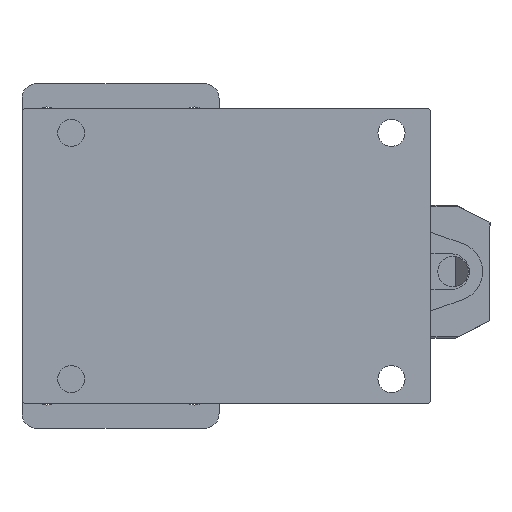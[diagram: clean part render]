
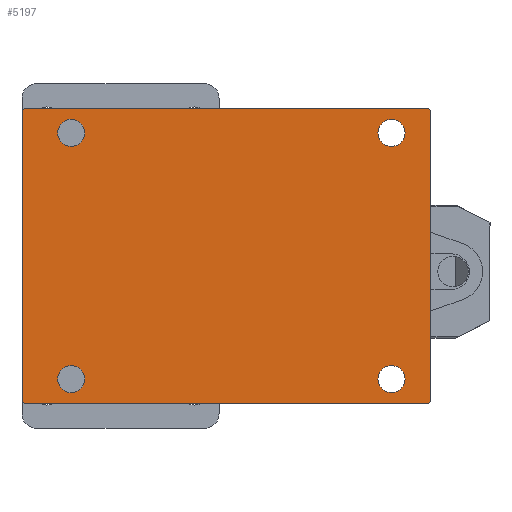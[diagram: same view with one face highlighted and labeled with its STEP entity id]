
A CAD part, front view. The second image highlights one B-rep face of the part: STEP entity #5197.
In plain terms, the highlighted face is planar.
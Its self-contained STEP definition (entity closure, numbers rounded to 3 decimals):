
#383 = VERTEX_POINT ( 'NONE', #20711 ) ;
#404 = CARTESIAN_POINT ( 'NONE',  ( 25., 54.995, -36. ) ) ;
#453 = EDGE_CURVE ( 'NONE', #7904, #16684, #10389, .T. ) ;
#479 = CIRCLE ( 'NONE', #12641, 2.75 ) ;
#512 = CARTESIAN_POINT ( 'NONE',  ( 22.25, 54.995, -36. ) ) ;
#1106 = AXIS2_PLACEMENT_3D ( 'NONE', #18251, #13098, #4823 ) ;
#1601 = PLANE ( 'NONE',  #10533 ) ;
#1899 = ORIENTED_EDGE ( 'NONE', *, *, #16899, .T. ) ;
#1920 = CARTESIAN_POINT ( 'NONE',  ( 25., -10.005, -36. ) ) ;
#1938 = CARTESIAN_POINT ( 'NONE',  ( -29., 61.999, -36. ) ) ;
#3203 = AXIS2_PLACEMENT_3D ( 'NONE', #10568, #3827, #5579 ) ;
#3214 = FACE_BOUND ( 'NONE', #13000, .T. ) ;
#3259 = AXIS2_PLACEMENT_3D ( 'NONE', #1938, #3561, #10410 ) ;
#3561 = DIRECTION ( 'NONE',  ( 0., 0., -1. ) ) ;
#3680 = CARTESIAN_POINT ( 'NONE',  ( 29., -20.005, -36. ) ) ;
#3772 = EDGE_CURVE ( 'NONE', #12513, #13138, #10487, .T. ) ;
#3777 = DIRECTION ( 'NONE',  ( 0., 0., 1. ) ) ;
#3827 = DIRECTION ( 'NONE',  ( 0., 0., 1. ) ) ;
#4171 = VERTEX_POINT ( 'NONE', #3680 ) ;
#4446 = CARTESIAN_POINT ( 'NONE',  ( -30., -19.005, -36. ) ) ;
#4449 = AXIS2_PLACEMENT_3D ( 'NONE', #5690, #9166, #20538 ) ;
#4557 = LINE ( 'NONE', #4446, #8878 ) ;
#4647 = VERTEX_POINT ( 'NONE', #9298 ) ;
#4657 = CARTESIAN_POINT ( 'NONE',  ( 25., 54.995, -36. ) ) ;
#4823 = DIRECTION ( 'NONE',  ( 1., 0., 0. ) ) ;
#4870 = CARTESIAN_POINT ( 'NONE',  ( 29., 61.999, -36. ) ) ;
#4941 = CIRCLE ( 'NONE', #3203, 2.75 ) ;
#5197 = ADVANCED_FACE ( 'NONE', ( #13119, #19809, #3214, #9869, #14566 ), #1601, .T. ) ;
#5224 = EDGE_CURVE ( 'NONE', #8624, #9328, #19977, .T. ) ;
#5436 = VECTOR ( 'NONE', #9648, 1000. ) ;
#5579 = DIRECTION ( 'NONE',  ( 1., 0., 0. ) ) ;
#5690 = CARTESIAN_POINT ( 'NONE',  ( 29., -19.005, -36. ) ) ;
#5784 = ORIENTED_EDGE ( 'NONE', *, *, #15401, .T. ) ;
#5872 = CARTESIAN_POINT ( 'NONE',  ( 27.75, -10.005, -36. ) ) ;
#6203 = DIRECTION ( 'NONE',  ( 0., 1., 0. ) ) ;
#6317 = EDGE_LOOP ( 'NONE', ( #10555, #17473, #19445, #13865, #14113, #1899, #18196, #19231 ) ) ;
#6470 = DIRECTION ( 'NONE',  ( -1., 0., 0. ) ) ;
#6486 = CARTESIAN_POINT ( 'NONE',  ( 30., -19.005, -36. ) ) ;
#6775 = DIRECTION ( 'NONE',  ( 1., 0., 0. ) ) ;
#7201 = CIRCLE ( 'NONE', #19417, 2.75 ) ;
#7475 = ORIENTED_EDGE ( 'NONE', *, *, #21301, .T. ) ;
#7688 = EDGE_CURVE ( 'NONE', #16684, #10570, #4557, .T. ) ;
#7900 = LINE ( 'NONE', #13099, #8738 ) ;
#7904 = VERTEX_POINT ( 'NONE', #15552 ) ;
#8203 = VERTEX_POINT ( 'NONE', #10269 ) ;
#8469 = DIRECTION ( 'NONE',  ( 0., 0., 1. ) ) ;
#8624 = VERTEX_POINT ( 'NONE', #17221 ) ;
#8738 = VECTOR ( 'NONE', #6470, 1000. ) ;
#8878 = VECTOR ( 'NONE', #6203, 1000. ) ;
#9055 = EDGE_LOOP ( 'NONE', ( #17169, #7475 ) ) ;
#9166 = DIRECTION ( 'NONE',  ( 0., 0., -1. ) ) ;
#9298 = CARTESIAN_POINT ( 'NONE',  ( -27.75, -10.005, -36. ) ) ;
#9328 = VERTEX_POINT ( 'NONE', #17484 ) ;
#9382 = AXIS2_PLACEMENT_3D ( 'NONE', #4870, #16321, #13252 ) ;
#9648 = DIRECTION ( 'NONE',  ( 0., -1., 0. ) ) ;
#9869 = FACE_BOUND ( 'NONE', #11875, .T. ) ;
#9946 = CARTESIAN_POINT ( 'NONE',  ( -25., -10.005, -36. ) ) ;
#10269 = CARTESIAN_POINT ( 'NONE',  ( 29., 62.999, -36. ) ) ;
#10389 = CIRCLE ( 'NONE', #20171, 1. ) ;
#10410 = DIRECTION ( 'NONE',  ( 1., 0., 0. ) ) ;
#10487 = CIRCLE ( 'NONE', #1106, 2.75 ) ;
#10533 = AXIS2_PLACEMENT_3D ( 'NONE', #11585, #21561, #11371 ) ;
#10555 = ORIENTED_EDGE ( 'NONE', *, *, #14916, .T. ) ;
#10568 = CARTESIAN_POINT ( 'NONE',  ( -25., 54.995, -36. ) ) ;
#10570 = VERTEX_POINT ( 'NONE', #17396 ) ;
#10765 = LINE ( 'NONE', #15689, #19514 ) ;
#10882 = AXIS2_PLACEMENT_3D ( 'NONE', #21242, #19911, #16626 ) ;
#10934 = CARTESIAN_POINT ( 'NONE',  ( 30., -19.005, -36. ) ) ;
#11085 = CIRCLE ( 'NONE', #9382, 1. ) ;
#11102 = CIRCLE ( 'NONE', #16674, 2.75 ) ;
#11128 = VERTEX_POINT ( 'NONE', #16371 ) ;
#11371 = DIRECTION ( 'NONE',  ( -1., 0., 0. ) ) ;
#11510 = CARTESIAN_POINT ( 'NONE',  ( -25., -10.005, -36. ) ) ;
#11585 = CARTESIAN_POINT ( 'NONE',  ( 29., -19.005, -36. ) ) ;
#11875 = EDGE_LOOP ( 'NONE', ( #5784, #15395 ) ) ;
#11931 = DIRECTION ( 'NONE',  ( 0., 0., -1. ) ) ;
#11933 = ORIENTED_EDGE ( 'NONE', *, *, #5224, .T. ) ;
#12040 = CARTESIAN_POINT ( 'NONE',  ( -29., -19.005, -36. ) ) ;
#12481 = CARTESIAN_POINT ( 'NONE',  ( -22.25, -10.005, -36. ) ) ;
#12513 = VERTEX_POINT ( 'NONE', #5872 ) ;
#12641 = AXIS2_PLACEMENT_3D ( 'NONE', #4657, #8469, #13031 ) ;
#12788 = VERTEX_POINT ( 'NONE', #512 ) ;
#13000 = EDGE_LOOP ( 'NONE', ( #11933, #16643 ) ) ;
#13001 = EDGE_CURVE ( 'NONE', #17800, #17694, #16397, .T. ) ;
#13031 = DIRECTION ( 'NONE',  ( 1., 0., 0. ) ) ;
#13098 = DIRECTION ( 'NONE',  ( 0., 0., 1. ) ) ;
#13099 = CARTESIAN_POINT ( 'NONE',  ( -29., -20.005, -36. ) ) ;
#13119 = FACE_BOUND ( 'NONE', #9055, .T. ) ;
#13138 = VERTEX_POINT ( 'NONE', #14975 ) ;
#13252 = DIRECTION ( 'NONE',  ( 1., 0., 0. ) ) ;
#13839 = CIRCLE ( 'NONE', #4449, 1. ) ;
#13865 = ORIENTED_EDGE ( 'NONE', *, *, #7688, .T. ) ;
#14113 = ORIENTED_EDGE ( 'NONE', *, *, #19785, .T. ) ;
#14566 = FACE_OUTER_BOUND ( 'NONE', #6317, .T. ) ;
#14757 = CIRCLE ( 'NONE', #3259, 1. ) ;
#14916 = EDGE_CURVE ( 'NONE', #17694, #4171, #13839, .T. ) ;
#14975 = CARTESIAN_POINT ( 'NONE',  ( 22.25, -10.005, -36. ) ) ;
#15330 = DIRECTION ( 'NONE',  ( 1., 0., 0. ) ) ;
#15395 = ORIENTED_EDGE ( 'NONE', *, *, #18815, .T. ) ;
#15401 = EDGE_CURVE ( 'NONE', #17394, #4647, #7201, .T. ) ;
#15526 = DIRECTION ( 'NONE',  ( 0., 0., 1. ) ) ;
#15552 = CARTESIAN_POINT ( 'NONE',  ( -29., -20.005, -36. ) ) ;
#15689 = CARTESIAN_POINT ( 'NONE',  ( -29., 62.999, -36. ) ) ;
#16075 = EDGE_CURVE ( 'NONE', #8203, #17800, #11085, .T. ) ;
#16184 = EDGE_CURVE ( 'NONE', #11128, #12788, #11102, .T. ) ;
#16321 = DIRECTION ( 'NONE',  ( 0., 0., -1. ) ) ;
#16371 = CARTESIAN_POINT ( 'NONE',  ( 27.75, 54.995, -36. ) ) ;
#16397 = LINE ( 'NONE', #6486, #5436 ) ;
#16437 = DIRECTION ( 'NONE',  ( 0., 0., 1. ) ) ;
#16594 = DIRECTION ( 'NONE',  ( 0., 0., 1. ) ) ;
#16626 = DIRECTION ( 'NONE',  ( 1., 0., 0. ) ) ;
#16643 = ORIENTED_EDGE ( 'NONE', *, *, #19020, .T. ) ;
#16657 = DIRECTION ( 'NONE',  ( 1., 0., 0. ) ) ;
#16674 = AXIS2_PLACEMENT_3D ( 'NONE', #404, #3777, #17070 ) ;
#16684 = VERTEX_POINT ( 'NONE', #18109 ) ;
#16899 = EDGE_CURVE ( 'NONE', #383, #8203, #10765, .T. ) ;
#17070 = DIRECTION ( 'NONE',  ( 1., 0., 0. ) ) ;
#17123 = CIRCLE ( 'NONE', #17476, 2.75 ) ;
#17169 = ORIENTED_EDGE ( 'NONE', *, *, #3772, .T. ) ;
#17221 = CARTESIAN_POINT ( 'NONE',  ( -22.25, 54.995, -36. ) ) ;
#17394 = VERTEX_POINT ( 'NONE', #12481 ) ;
#17396 = CARTESIAN_POINT ( 'NONE',  ( -30., 61.999, -36. ) ) ;
#17473 = ORIENTED_EDGE ( 'NONE', *, *, #17808, .T. ) ;
#17476 = AXIS2_PLACEMENT_3D ( 'NONE', #9946, #16594, #6775 ) ;
#17484 = CARTESIAN_POINT ( 'NONE',  ( -27.75, 54.995, -36. ) ) ;
#17694 = VERTEX_POINT ( 'NONE', #10934 ) ;
#17715 = CARTESIAN_POINT ( 'NONE',  ( 30., 61.999, -36. ) ) ;
#17763 = EDGE_LOOP ( 'NONE', ( #21576, #19485 ) ) ;
#17800 = VERTEX_POINT ( 'NONE', #17715 ) ;
#17808 = EDGE_CURVE ( 'NONE', #4171, #7904, #7900, .T. ) ;
#18109 = CARTESIAN_POINT ( 'NONE',  ( -30., -19.005, -36. ) ) ;
#18196 = ORIENTED_EDGE ( 'NONE', *, *, #16075, .T. ) ;
#18251 = CARTESIAN_POINT ( 'NONE',  ( 25., -10.005, -36. ) ) ;
#18490 = DIRECTION ( 'NONE',  ( 1., 0., 0. ) ) ;
#18720 = CIRCLE ( 'NONE', #21528, 2.75 ) ;
#18815 = EDGE_CURVE ( 'NONE', #4647, #17394, #17123, .T. ) ;
#19020 = EDGE_CURVE ( 'NONE', #9328, #8624, #4941, .T. ) ;
#19231 = ORIENTED_EDGE ( 'NONE', *, *, #13001, .T. ) ;
#19302 = DIRECTION ( 'NONE',  ( 1., 0., 0. ) ) ;
#19417 = AXIS2_PLACEMENT_3D ( 'NONE', #11510, #16437, #16657 ) ;
#19445 = ORIENTED_EDGE ( 'NONE', *, *, #453, .T. ) ;
#19485 = ORIENTED_EDGE ( 'NONE', *, *, #19543, .T. ) ;
#19514 = VECTOR ( 'NONE', #19302, 1000. ) ;
#19543 = EDGE_CURVE ( 'NONE', #12788, #11128, #479, .T. ) ;
#19785 = EDGE_CURVE ( 'NONE', #10570, #383, #14757, .T. ) ;
#19809 = FACE_BOUND ( 'NONE', #17763, .T. ) ;
#19911 = DIRECTION ( 'NONE',  ( 0., 0., 1. ) ) ;
#19977 = CIRCLE ( 'NONE', #10882, 2.75 ) ;
#20171 = AXIS2_PLACEMENT_3D ( 'NONE', #12040, #11931, #15330 ) ;
#20538 = DIRECTION ( 'NONE',  ( -1., 0., 0. ) ) ;
#20711 = CARTESIAN_POINT ( 'NONE',  ( -29., 62.999, -36. ) ) ;
#21242 = CARTESIAN_POINT ( 'NONE',  ( -25., 54.995, -36. ) ) ;
#21301 = EDGE_CURVE ( 'NONE', #13138, #12513, #18720, .T. ) ;
#21528 = AXIS2_PLACEMENT_3D ( 'NONE', #1920, #15526, #18490 ) ;
#21561 = DIRECTION ( 'NONE',  ( 0., 0., -1. ) ) ;
#21576 = ORIENTED_EDGE ( 'NONE', *, *, #16184, .T. ) ;
